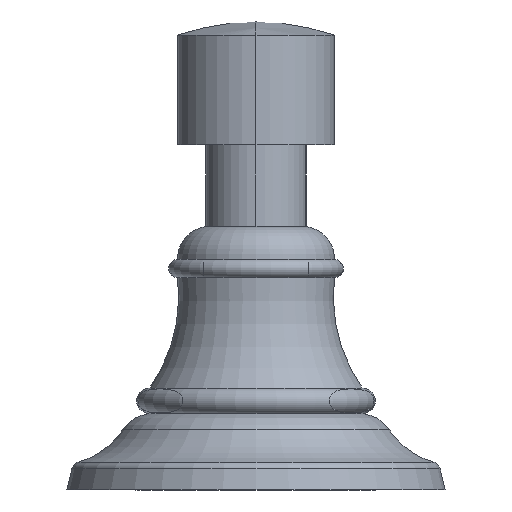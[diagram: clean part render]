
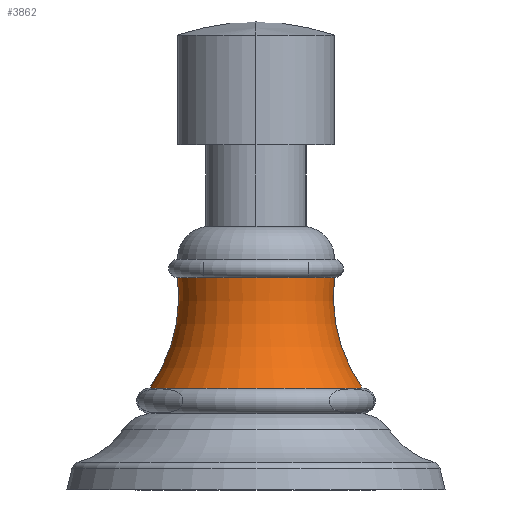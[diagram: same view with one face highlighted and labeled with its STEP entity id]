
A CAD part, left-side view. The second image highlights one B-rep face of the part: STEP entity #3862.
In plain terms, the highlighted toroidal (fillet/blend) face has major radius 37.677 mm and minor radius 25.4 mm.
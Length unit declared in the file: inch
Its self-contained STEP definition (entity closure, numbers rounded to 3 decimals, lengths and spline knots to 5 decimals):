
#3418=CARTESIAN_POINT('',(-12.1165,0.,-1.173));
#3419=DIRECTION('',(0.,0.,-1.));
#3420=DIRECTION('',(0.,-1.,0.));
#3421=AXIS2_PLACEMENT_3D('',#3418,#3419,#3420);
#3454=CARTESIAN_POINT('',(-12.1165,0.,-1.863));
#3455=DIRECTION('',(0.,0.,-1.));
#3456=DIRECTION('',(0.,-1.,0.));
#3457=AXIS2_PLACEMENT_3D('',#3454,#3455,#3456);
#3552=CARTESIAN_POINT('',(-12.1165,-1.48334,-1.28826));
#3553=DIRECTION('',(1.,0.,0.));
#3554=DIRECTION('',(0.,0.818,-0.575));
#3555=AXIS2_PLACEMENT_3D('',#3552,#3553,#3554);
#3557=CARTESIAN_POINT('',(-12.1165,1.48334,-1.28826));
#3558=DIRECTION('',(-1.,0.,0.));
#3559=DIRECTION('',(0.,-0.818,-0.575));
#3560=AXIS2_PLACEMENT_3D('',#3557,#3558,#3559);
#3767=CARTESIAN_POINT('',(-12.1165,-0.665,-1.863));
#3769=VERTEX_POINT('',#3767);
#3770=CARTESIAN_POINT('',(-12.1165,-0.49,-1.173));
#3771=VERTEX_POINT('',#3770);
#3777=CARTESIAN_POINT('',(-12.1165,0.665,-1.863));
#3779=VERTEX_POINT('',#3777);
#3780=CARTESIAN_POINT('',(-12.1165,0.49,-1.173));
#3781=VERTEX_POINT('',#3780);
#3849=CARTESIAN_POINT('',(-12.1165,0.,-1.28826));
#3850=DIRECTION('',(0.,0.,-1.));
#3851=DIRECTION('',(0.,1.,0.));
#3852=AXIS2_PLACEMENT_3D('',#3849,#3850,#3851);
#3853=TOROIDAL_SURFACE('',#3852,1.48334,1.);
#3855=ORIENTED_EDGE('',*,*,#3854,.F.);
#3856=ORIENTED_EDGE('',*,*,#3844,.T.);
#3858=ORIENTED_EDGE('',*,*,#3857,.T.);
#3859=ORIENTED_EDGE('',*,*,#3803,.F.);
#3860=EDGE_LOOP('',(#3855,#3856,#3858,#3859));
#3861=FACE_OUTER_BOUND('',#3860,.F.);
#3862=ADVANCED_FACE('',(#3861),#3853,.F.);
#3422=CIRCLE('',#3421,0.49);
#3458=CIRCLE('',#3457,0.665);
#3556=CIRCLE('',#3555,1.);
#3561=CIRCLE('',#3560,1.);
#3803=EDGE_CURVE('',#3771,#3781,#3422,.T.);
#3844=EDGE_CURVE('',#3769,#3779,#3458,.T.);
#3854=EDGE_CURVE('',#3769,#3771,#3556,.T.);
#3857=EDGE_CURVE('',#3779,#3781,#3561,.T.);
